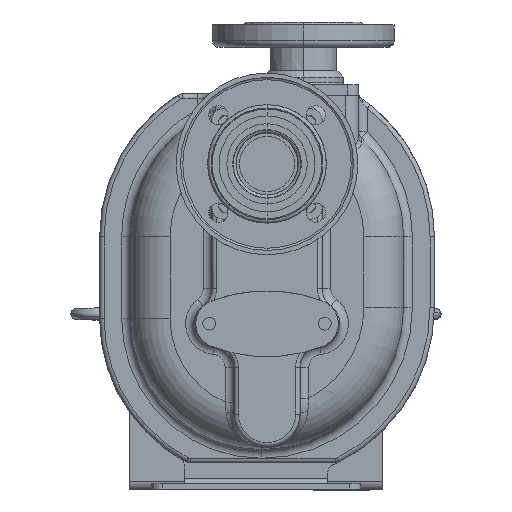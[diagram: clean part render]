
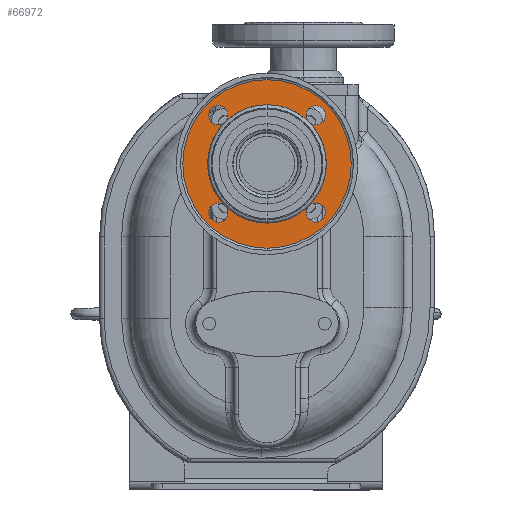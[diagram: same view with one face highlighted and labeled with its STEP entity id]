
A CAD part, top view. The second image highlights one B-rep face of the part: STEP entity #66972.
In plain terms, the highlighted planar face has unit normal (0, 0, 1).
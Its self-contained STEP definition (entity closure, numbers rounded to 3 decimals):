
#15335=CARTESIAN_POINT('',(10.,295.,153.));
#15336=DIRECTION('',(0.,0.,1.));
#15337=DIRECTION('',(0.,-1.,0.));
#15338=AXIS2_PLACEMENT_3D('',#15335,#15336,#15337);
#15350=CARTESIAN_POINT('',(10.,295.,153.));
#15351=DIRECTION('',(0.,0.,-1.));
#15352=DIRECTION('',(0.,-1.,0.));
#15353=AXIS2_PLACEMENT_3D('',#15350,#15351,#15352);
#15355=CARTESIAN_POINT('',(54.194,339.194,153.));
#15356=DIRECTION('',(0.,0.,-1.));
#15357=DIRECTION('',(0.,-1.,0.));
#15358=AXIS2_PLACEMENT_3D('',#15355,#15356,#15357);
#15360=CARTESIAN_POINT('',(54.194,339.194,153.));
#15361=DIRECTION('',(0.,0.,-1.));
#15362=DIRECTION('',(0.,1.,0.));
#15363=AXIS2_PLACEMENT_3D('',#15360,#15361,#15362);
#15365=CARTESIAN_POINT('',(54.194,339.194,153.));
#15366=DIRECTION('',(0.,0.,-1.));
#15367=DIRECTION('',(-0.707,-0.707,0.));
#15368=AXIS2_PLACEMENT_3D('',#15365,#15366,#15367);
#15370=CARTESIAN_POINT('',(-34.194,339.194,153.));
#15371=DIRECTION('',(0.,0.,-1.));
#15372=DIRECTION('',(1.,0.,0.));
#15373=AXIS2_PLACEMENT_3D('',#15370,#15371,#15372);
#15375=CARTESIAN_POINT('',(-34.194,339.194,153.));
#15376=DIRECTION('',(0.,0.,-1.));
#15377=DIRECTION('',(-1.,0.,0.));
#15378=AXIS2_PLACEMENT_3D('',#15375,#15376,#15377);
#15380=CARTESIAN_POINT('',(-34.194,339.194,153.));
#15381=DIRECTION('',(0.,0.,-1.));
#15382=DIRECTION('',(0.707,-0.707,0.));
#15383=AXIS2_PLACEMENT_3D('',#15380,#15381,#15382);
#15385=CARTESIAN_POINT('',(-34.194,250.806,153.));
#15386=DIRECTION('',(0.,0.,-1.));
#15387=DIRECTION('',(0.,1.,0.));
#15388=AXIS2_PLACEMENT_3D('',#15385,#15386,#15387);
#15390=CARTESIAN_POINT('',(-34.194,250.806,153.));
#15391=DIRECTION('',(0.,0.,-1.));
#15392=DIRECTION('',(0.,-1.,0.));
#15393=AXIS2_PLACEMENT_3D('',#15390,#15391,#15392);
#15395=CARTESIAN_POINT('',(-34.194,250.806,153.));
#15396=DIRECTION('',(0.,0.,-1.));
#15397=DIRECTION('',(0.707,0.707,0.));
#15398=AXIS2_PLACEMENT_3D('',#15395,#15396,#15397);
#15400=CARTESIAN_POINT('',(54.194,250.806,153.));
#15401=DIRECTION('',(0.,0.,-1.));
#15402=DIRECTION('',(-1.,0.,0.));
#15403=AXIS2_PLACEMENT_3D('',#15400,#15401,#15402);
#15405=CARTESIAN_POINT('',(54.194,250.806,153.));
#15406=DIRECTION('',(0.,0.,-1.));
#15407=DIRECTION('',(1.,0.,0.));
#15408=AXIS2_PLACEMENT_3D('',#15405,#15406,#15407);
#15410=CARTESIAN_POINT('',(54.194,250.806,153.));
#15411=DIRECTION('',(0.,0.,-1.));
#15412=DIRECTION('',(-0.707,0.707,0.));
#15413=AXIS2_PLACEMENT_3D('',#15410,#15411,#15412);
#15423=CARTESIAN_POINT('',(10.,295.,153.));
#15424=DIRECTION('',(0.,0.,1.));
#15425=DIRECTION('',(0.707,-0.707,0.));
#15426=AXIS2_PLACEMENT_3D('',#15423,#15424,#15425);
#15428=CARTESIAN_POINT('',(10.,295.,153.));
#15429=DIRECTION('',(0.,0.,1.));
#15430=DIRECTION('',(0.,-1.,0.));
#15431=AXIS2_PLACEMENT_3D('',#15428,#15429,#15430);
#15438=CARTESIAN_POINT('',(10.,295.,153.));
#15439=DIRECTION('',(0.,0.,1.));
#15440=DIRECTION('',(0.707,0.707,0.));
#15441=AXIS2_PLACEMENT_3D('',#15438,#15439,#15440);
#15443=CARTESIAN_POINT('',(10.,295.,153.));
#15444=DIRECTION('',(0.,0.,1.));
#15445=DIRECTION('',(-0.707,0.707,0.));
#15446=AXIS2_PLACEMENT_3D('',#15443,#15444,#15445);
#15448=CARTESIAN_POINT('',(10.,295.,153.));
#15449=DIRECTION('',(0.,0.,1.));
#15450=DIRECTION('',(0.,1.,0.));
#15451=AXIS2_PLACEMENT_3D('',#15448,#15449,#15450);
#15466=CARTESIAN_POINT('',(10.,295.,153.));
#15467=DIRECTION('',(0.,0.,1.));
#15468=DIRECTION('',(-0.707,-0.707,0.));
#15469=AXIS2_PLACEMENT_3D('',#15466,#15467,#15468);
#39610=CARTESIAN_POINT('',(10.,218.5,153.));
#39612=VERTEX_POINT('',#39610);
#39630=CARTESIAN_POINT('',(10.,371.5,153.));
#39632=VERTEX_POINT('',#39630);
#39658=CARTESIAN_POINT('',(10.,241.25,153.));
#39659=VERTEX_POINT('',#39658);
#39660=CARTESIAN_POINT('',(10.,348.75,153.));
#39661=VERTEX_POINT('',#39660);
#39662=CARTESIAN_POINT('',(-25.444,339.194,153.));
#39663=CARTESIAN_POINT('',(-28.007,333.007,153.));
#39664=VERTEX_POINT('',#39662);
#39665=VERTEX_POINT('',#39663);
#39666=CARTESIAN_POINT('',(-42.944,339.194,153.));
#39667=VERTEX_POINT('',#39666);
#39672=CARTESIAN_POINT('',(-34.194,259.556,153.));
#39673=CARTESIAN_POINT('',(-28.007,256.993,153.));
#39674=VERTEX_POINT('',#39672);
#39675=VERTEX_POINT('',#39673);
#39676=CARTESIAN_POINT('',(-34.194,242.056,153.));
#39677=VERTEX_POINT('',#39676);
#39682=CARTESIAN_POINT('',(45.444,250.806,153.));
#39683=CARTESIAN_POINT('',(48.007,256.993,153.));
#39684=VERTEX_POINT('',#39682);
#39685=VERTEX_POINT('',#39683);
#39686=CARTESIAN_POINT('',(62.944,250.806,153.));
#39687=VERTEX_POINT('',#39686);
#39692=CARTESIAN_POINT('',(54.194,330.444,153.));
#39693=CARTESIAN_POINT('',(48.007,333.007,153.));
#39694=VERTEX_POINT('',#39692);
#39695=VERTEX_POINT('',#39693);
#39696=CARTESIAN_POINT('',(54.194,347.944,153.));
#39697=VERTEX_POINT('',#39696);
#66925=CARTESIAN_POINT('',(10.,295.,153.));
#66926=DIRECTION('',(0.,0.,1.));
#66927=DIRECTION('',(0.,1.,0.));
#66928=AXIS2_PLACEMENT_3D('',#66925,#66926,#66927);
#66929=PLANE('',#66928);
#66930=ORIENTED_EDGE('',*,*,#66904,.F.);
#66931=ORIENTED_EDGE('',*,*,#66920,.T.);
#66932=EDGE_LOOP('',(#66930,#66931));
#66933=FACE_OUTER_BOUND('',#66932,.F.);
#66935=ORIENTED_EDGE('',*,*,#66934,.F.);
#66937=ORIENTED_EDGE('',*,*,#66936,.F.);
#66939=ORIENTED_EDGE('',*,*,#66938,.F.);
#66941=ORIENTED_EDGE('',*,*,#66940,.T.);
#66943=ORIENTED_EDGE('',*,*,#66942,.T.);
#66945=ORIENTED_EDGE('',*,*,#66944,.F.);
#66947=ORIENTED_EDGE('',*,*,#66946,.F.);
#66949=ORIENTED_EDGE('',*,*,#66948,.F.);
#66951=ORIENTED_EDGE('',*,*,#66950,.T.);
#66953=ORIENTED_EDGE('',*,*,#66952,.F.);
#66955=ORIENTED_EDGE('',*,*,#66954,.F.);
#66957=ORIENTED_EDGE('',*,*,#66956,.F.);
#66959=ORIENTED_EDGE('',*,*,#66958,.T.);
#66961=ORIENTED_EDGE('',*,*,#66960,.T.);
#66963=ORIENTED_EDGE('',*,*,#66962,.F.);
#66965=ORIENTED_EDGE('',*,*,#66964,.F.);
#66967=ORIENTED_EDGE('',*,*,#66966,.F.);
#66969=ORIENTED_EDGE('',*,*,#66968,.T.);
#66970=EDGE_LOOP('',(#66935,#66937,#66939,#66941,#66943,#66945,#66947,#66949,
#66951,#66953,#66955,#66957,#66959,#66961,#66963,#66965,#66967,#66969));
#66971=FACE_BOUND('',#66970,.F.);
#66972=ADVANCED_FACE('',(#66933,#66971),#66929,.T.);
#15339=CIRCLE('',#15338,76.5);
#15354=CIRCLE('',#15353,76.5);
#15359=CIRCLE('',#15358,8.75);
#15364=CIRCLE('',#15363,8.75);
#15369=CIRCLE('',#15368,8.75);
#15374=CIRCLE('',#15373,8.75);
#15379=CIRCLE('',#15378,8.75);
#15384=CIRCLE('',#15383,8.75);
#15389=CIRCLE('',#15388,8.75);
#15394=CIRCLE('',#15393,8.75);
#15399=CIRCLE('',#15398,8.75);
#15404=CIRCLE('',#15403,8.75);
#15409=CIRCLE('',#15408,8.75);
#15414=CIRCLE('',#15413,8.75);
#15427=CIRCLE('',#15426,53.75);
#15432=CIRCLE('',#15431,53.75);
#15442=CIRCLE('',#15441,53.75);
#15447=CIRCLE('',#15446,53.75);
#15452=CIRCLE('',#15451,53.75);
#15470=CIRCLE('',#15469,53.75);
#66904=EDGE_CURVE('',#39612,#39632,#15339,.T.);
#66920=EDGE_CURVE('',#39612,#39632,#15354,.T.);
#66934=EDGE_CURVE('',#39694,#39695,#15359,.T.);
#66936=EDGE_CURVE('',#39697,#39694,#15364,.T.);
#66938=EDGE_CURVE('',#39695,#39697,#15369,.T.);
#66940=EDGE_CURVE('',#39695,#39661,#15442,.T.);
#66942=EDGE_CURVE('',#39661,#39665,#15452,.T.);
#66944=EDGE_CURVE('',#39664,#39665,#15374,.T.);
#66946=EDGE_CURVE('',#39667,#39664,#15379,.T.);
#66948=EDGE_CURVE('',#39665,#39667,#15384,.T.);
#66950=EDGE_CURVE('',#39665,#39675,#15447,.T.);
#66952=EDGE_CURVE('',#39674,#39675,#15389,.T.);
#66954=EDGE_CURVE('',#39677,#39674,#15394,.T.);
#66956=EDGE_CURVE('',#39675,#39677,#15399,.T.);
#66958=EDGE_CURVE('',#39675,#39659,#15470,.T.);
#66960=EDGE_CURVE('',#39659,#39685,#15432,.T.);
#66962=EDGE_CURVE('',#39684,#39685,#15404,.T.);
#66964=EDGE_CURVE('',#39687,#39684,#15409,.T.);
#66966=EDGE_CURVE('',#39685,#39687,#15414,.T.);
#66968=EDGE_CURVE('',#39685,#39695,#15427,.T.);
